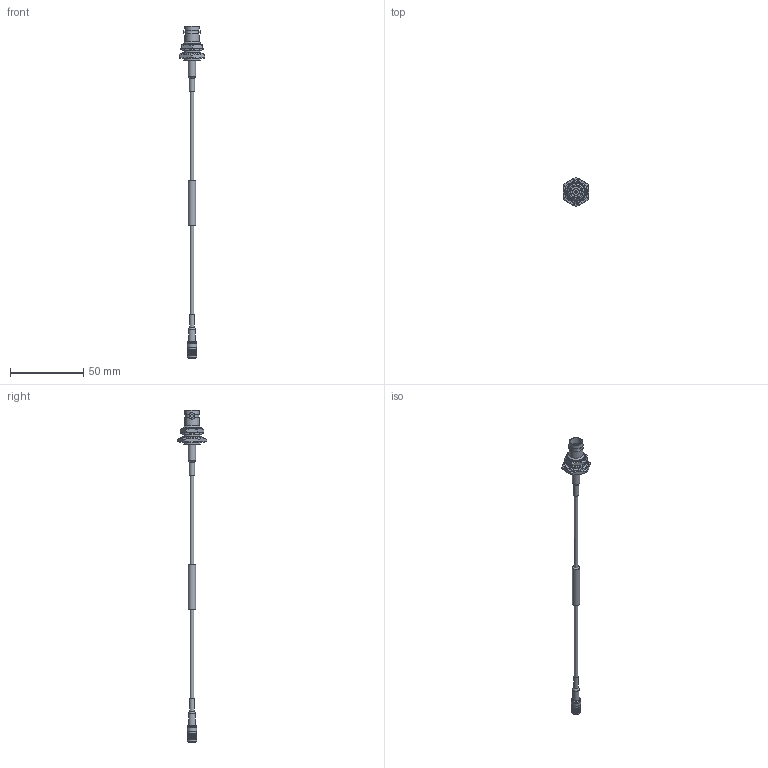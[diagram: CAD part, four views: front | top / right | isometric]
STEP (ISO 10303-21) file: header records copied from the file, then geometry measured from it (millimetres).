
FILE_DESCRIPTION (( 'STEP AP203' ), '1' );
FILE_NAME ('FMC1638316-SP_3D.step', '2022-08-10T20:02:41', ( '' ), ( '' ), 'SwSTEP 2.0', 'SolidWorks 2021', '' );
FILE_SCHEMA (( 'CONFIG_CONTROL_DESIGN' ));
Length unit declared in the file: inch
Products named in the file (5): FMC1638316-SP_3D; Center Label^FMC1638316-SP; SC8841^FMC1638316-SP_Heat Shrink; SC6015^FMC1638316-SP_Heat Shrink; M17-113-RG316^FMC1638316-SP_RG316
Assembly tree (4 placements, depth 2):
  FMC1638316-SP_3D
    M17-113-RG316^FMC1638316-SP_RG316
    SC6015^FMC1638316-SP_Heat Shrink
    SC8841^FMC1638316-SP_Heat Shrink
    Center Label^FMC1638316-SP
Bounding box: 17.5 x 19.89 x 227.1 mm (x, y, z)
Volume: 4520.7 mm3; surface area: 5376.3 mm2
Topology: 7 solids, 7 shells, 276 faces, 728 edges, 483 vertices
Faces by surface type: plane 98, bspline 74, cylinder 59, cone 38, torus 7
Full cylindrical faces by diameter (mm): 0.508 x1, 0.66 x1, 1.27 x1, 1.778 x1, 1.905 x2, 2.032 x1, 2.489 x1, 3.251 x1, 3.556 x1, 3.607 x1, 4.013 x1, 4.115 x1, 4.572 x1, 4.762 x1, 4.928 x1, 5.016 x1, 6.099 x1, 6.5 x5, 8.255 x1, 9.601 x2, 11.055 x1, 12.565 x1, 12.806 x1, 15.346 x1, 15.781 x1, 15.875 x1
Entity records: 15858 total; most frequent: CARTESIAN_POINT 9324, ORIENTED_EDGE 1342, DIRECTION 1048, EDGE_CURVE 671, VERTEX_POINT 473, AXIS2_PLACEMENT_3D 416, EDGE_LOOP 346, FACE_OUTER_BOUND 318
